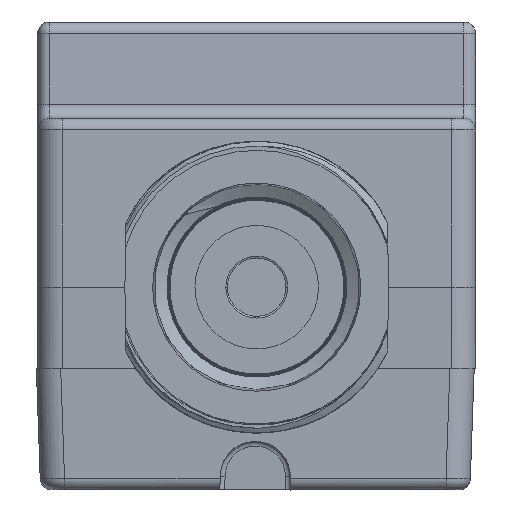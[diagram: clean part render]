
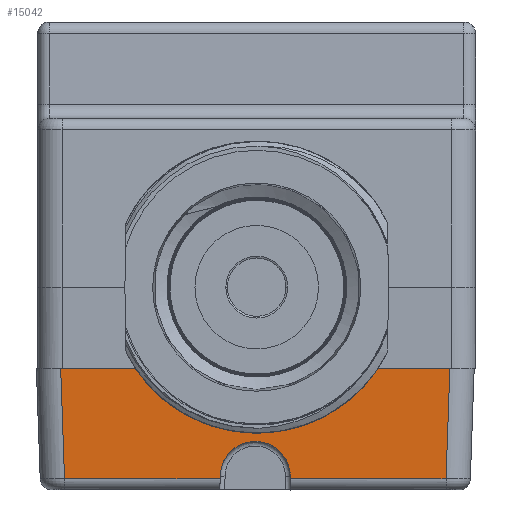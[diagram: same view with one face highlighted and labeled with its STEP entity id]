
A CAD part, front view. The second image highlights one B-rep face of the part: STEP entity #15042.
In plain terms, the highlighted planar face has unit normal (0, -1, -0.018).
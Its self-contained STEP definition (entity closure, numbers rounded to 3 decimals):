
#10994=DIRECTION('',(1.,0.,0.));
#10995=VECTOR('',#10994,9.625);
#10996=CARTESIAN_POINT('',(-20.15,-0.746,
-35.6));
#10997=LINE('',#10996,#10995);
#10998=CARTESIAN_POINT('',(-10.525,-0.746,
-35.6));
#10999=CARTESIAN_POINT('',(-9.844,-0.732,
-36.397));
#11000=CARTESIAN_POINT('',(-8.373,-0.708,
-37.753));
#11001=CARTESIAN_POINT('',(-5.903,-0.682,
-39.217));
#11002=CARTESIAN_POINT('',(-3.185,-0.666,
-40.143));
#11003=CARTESIAN_POINT('',(-1.198,-0.662,
-40.38));
#11004=CARTESIAN_POINT('',(-0.15,-0.662,-40.38));
#11006=CARTESIAN_POINT('',(-0.15,-0.662,-40.38));
#11007=CARTESIAN_POINT('',(0.898,-0.662,
-40.38));
#11008=CARTESIAN_POINT('',(2.885,-0.666,
-40.143));
#11009=CARTESIAN_POINT('',(5.603,-0.682,
-39.217));
#11010=CARTESIAN_POINT('',(8.073,-0.708,
-37.753));
#11011=CARTESIAN_POINT('',(9.544,-0.732,
-36.397));
#11012=CARTESIAN_POINT('',(10.225,-0.746,-35.6));
#11014=DIRECTION('',(1.,0.,0.));
#11015=VECTOR('',#11014,9.625);
#11016=CARTESIAN_POINT('',(10.225,-0.746,-35.6));
#11017=LINE('',#11016,#11015);
#11018=DIRECTION('',(-0.035,0.017,-0.999));
#11019=VECTOR('',#11018,11.33);
#11020=CARTESIAN_POINT('',(19.85,-0.746,
-35.6));
#11021=LINE('',#11020,#11019);
#11022=DIRECTION('',(-0.035,-0.017,0.999));
#11023=VECTOR('',#11022,11.33);
#11024=CARTESIAN_POINT('',(-19.755,-0.548,
-46.921));
#11025=LINE('',#11024,#11023);
#11533=DIRECTION('',(1.,0.,0.));
#11534=VECTOR('',#11533,15.999);
#11535=CARTESIAN_POINT('',(-19.755,-0.548,
-46.921));
#11536=LINE('',#11535,#11534);
#11558=DIRECTION('',(0.026,-0.017,1.));
#11559=VECTOR('',#11558,0.221);
#11560=CARTESIAN_POINT('',(-3.756,-0.548,
-46.921));
#11561=LINE('',#11560,#11559);
#11566=CARTESIAN_POINT('',(-3.75,-0.552,
-46.7));
#11567=CARTESIAN_POINT('',(-3.75,-0.557,
-46.427));
#11568=CARTESIAN_POINT('',(-3.69,-0.566,
-45.897));
#11569=CARTESIAN_POINT('',(-3.422,-0.579,
-45.127));
#11570=CARTESIAN_POINT('',(-2.989,-0.591,
-44.438));
#11571=CARTESIAN_POINT('',(-2.421,-0.601,
-43.868));
#11572=CARTESIAN_POINT('',(-1.734,-0.609,
-43.433));
#11573=CARTESIAN_POINT('',(-0.966,-0.614,
-43.162));
#11574=CARTESIAN_POINT('',(-0.158,-0.615,
-43.07));
#11575=CARTESIAN_POINT('',(0.649,-0.614,
-43.159));
#11576=CARTESIAN_POINT('',(1.416,-0.609,
-43.425));
#11577=CARTESIAN_POINT('',(2.106,-0.601,
-43.856));
#11578=CARTESIAN_POINT('',(2.679,-0.592,
-44.425));
#11579=CARTESIAN_POINT('',(3.119,-0.579,
-45.118));
#11580=CARTESIAN_POINT('',(3.389,-0.566,
-45.894));
#11581=CARTESIAN_POINT('',(3.451,-0.557,
-46.426));
#11582=CARTESIAN_POINT('',(3.451,-0.552,
-46.7));
#11603=CARTESIAN_POINT('',(3.451,-0.552,
-46.7));
#11604=CARTESIAN_POINT('',(3.454,-0.551,
-46.774));
#11605=CARTESIAN_POINT('',(3.455,-0.55,
-46.847));
#11606=CARTESIAN_POINT('',(3.458,-0.549,
-46.921));
#11696=DIRECTION('',(1.,0.,0.));
#11697=VECTOR('',#11696,15.997);
#11698=CARTESIAN_POINT('',(3.458,-0.549,
-46.921));
#11699=LINE('',#11698,#11697);
#13981=CARTESIAN_POINT('',(10.225,-0.746,-35.6));
#13983=VERTEX_POINT('',#13981);
#13984=CARTESIAN_POINT('',(-10.525,-0.746,-35.6));
#13986=VERTEX_POINT('',#13984);
#13989=CARTESIAN_POINT('',(-20.15,-0.746,
-35.6));
#13990=VERTEX_POINT('',#13989);
#13991=VERTEX_POINT('',#11004);
#13992=CARTESIAN_POINT('',(19.85,-0.746,
-35.6));
#13993=VERTEX_POINT('',#13992);
#13994=CARTESIAN_POINT('',(19.455,-0.548,
-46.921));
#13995=VERTEX_POINT('',#13994);
#13996=CARTESIAN_POINT('',(-19.755,-0.548,
-46.921));
#13997=VERTEX_POINT('',#13996);
#14100=CARTESIAN_POINT('',(-3.756,-0.548,
-46.921));
#14101=VERTEX_POINT('',#14100);
#14107=CARTESIAN_POINT('',(-3.75,-0.552,
-46.7));
#14108=VERTEX_POINT('',#14107);
#14109=VERTEX_POINT('',#11582);
#14116=VERTEX_POINT('',#11606);
#15017=CARTESIAN_POINT('',(-0.15,-0.647,
-41.26));
#15018=DIRECTION('',(0.,1.,0.017));
#15019=DIRECTION('',(1.,0.,0.));
#15020=AXIS2_PLACEMENT_3D('',#15017,#15018,#15019);
#15021=PLANE('',#15020);
#15022=ORIENTED_EDGE('',*,*,#14907,.T.);
#15023=ORIENTED_EDGE('',*,*,#15000,.T.);
#15024=ORIENTED_EDGE('',*,*,#14998,.T.);
#15025=ORIENTED_EDGE('',*,*,#14923,.T.);
#15027=ORIENTED_EDGE('',*,*,#15026,.T.);
#15029=ORIENTED_EDGE('',*,*,#15028,.F.);
#15031=ORIENTED_EDGE('',*,*,#15030,.F.);
#15033=ORIENTED_EDGE('',*,*,#15032,.F.);
#15035=ORIENTED_EDGE('',*,*,#15034,.F.);
#15037=ORIENTED_EDGE('',*,*,#15036,.F.);
#15039=ORIENTED_EDGE('',*,*,#15038,.T.);
#15040=EDGE_LOOP('',(#15022,#15023,#15024,#15025,#15027,#15029,#15031,#15033,
#15035,#15037,#15039));
#15041=FACE_OUTER_BOUND('',#15040,.F.);
#15042=ADVANCED_FACE('',(#15041),#15021,.F.);
#11005=B_SPLINE_CURVE_WITH_KNOTS('',3,(#10998,#10999,#11000,#11001,#11002,
#11003,#11004),.UNSPECIFIED.,.F.,.F.,(4,1,1,1,4),(0.,0.25,0.5,0.75,
1.),.UNSPECIFIED.);
#11013=B_SPLINE_CURVE_WITH_KNOTS('',3,(#11006,#11007,#11008,#11009,#11010,
#11011,#11012),.UNSPECIFIED.,.F.,.F.,(4,1,1,1,4),(0.,0.25,0.5,0.75,
1.),.UNSPECIFIED.);
#11583=B_SPLINE_CURVE_WITH_KNOTS('',3,(#11566,#11567,#11568,#11569,#11570,
#11571,#11572,#11573,#11574,#11575,#11576,#11577,#11578,#11579,#11580,#11581,
#11582),.UNSPECIFIED.,.F.,.F.,(4,1,1,1,1,1,1,1,1,1,1,1,1,1,4),(0.,
0.071,0.143,0.214,0.286,
0.357,0.429,0.5,0.571,0.643,
0.714,0.786,0.857,0.929,1.),
.UNSPECIFIED.);
#11607=B_SPLINE_CURVE_WITH_KNOTS('',3,(#11603,#11604,#11605,#11606),
.UNSPECIFIED.,.F.,.F.,(4,4),(0.,1.),.UNSPECIFIED.);
#14907=EDGE_CURVE('',#13990,#13986,#10997,.T.);
#14923=EDGE_CURVE('',#13983,#13993,#11017,.T.);
#14998=EDGE_CURVE('',#13991,#13983,#11013,.T.);
#15000=EDGE_CURVE('',#13986,#13991,#11005,.T.);
#15026=EDGE_CURVE('',#13993,#13995,#11021,.T.);
#15028=EDGE_CURVE('',#14116,#13995,#11699,.T.);
#15030=EDGE_CURVE('',#14109,#14116,#11607,.T.);
#15032=EDGE_CURVE('',#14108,#14109,#11583,.T.);
#15034=EDGE_CURVE('',#14101,#14108,#11561,.T.);
#15036=EDGE_CURVE('',#13997,#14101,#11536,.T.);
#15038=EDGE_CURVE('',#13997,#13990,#11025,.T.);
